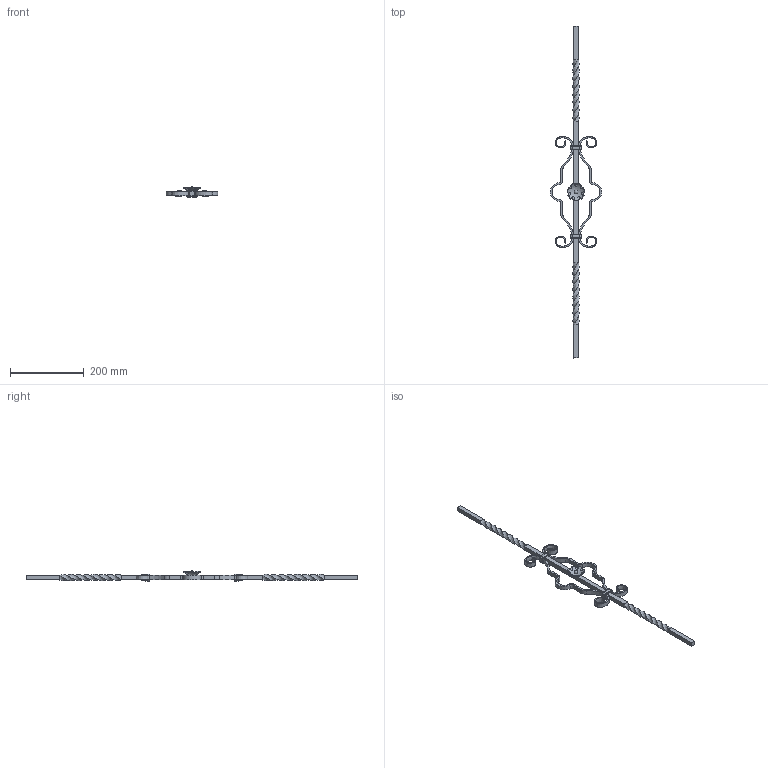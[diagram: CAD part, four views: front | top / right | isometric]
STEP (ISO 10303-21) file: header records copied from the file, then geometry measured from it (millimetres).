
FILE_DESCRIPTION (( 'STEP AP203' ), '1' );
FILE_NAME ('1223.step', '2023-06-19T12:49:35', ( '' ), ( '' ), 'SwSTEP 2.0', 'SolidWorks 2018', '' );
FILE_SCHEMA (( 'CONFIG_CONTROL_DESIGN' ));
Length unit declared in the file: millimetre
Products named in the file (1): 1223
Bounding box: 140 x 900 x 27.46 mm (x, y, z)
Volume: 193500.7 mm3; surface area: 87414.3 mm2
Topology: 3 solids, 3 shells, 636 faces, 1492 edges, 871 vertices
Faces by surface type: plane 278, cylinder 150, bspline 126, torus 72, cone 7, sphere 3
Full cylindrical faces by diameter (mm): 12 x1
Entity records: 27240 total; most frequent: CARTESIAN_POINT 13512, ORIENTED_EDGE 2976, DIRECTION 2563, EDGE_CURVE 1488, AXIS2_PLACEMENT_3D 874, VERTEX_POINT 869, VECTOR 815, LINE 815
